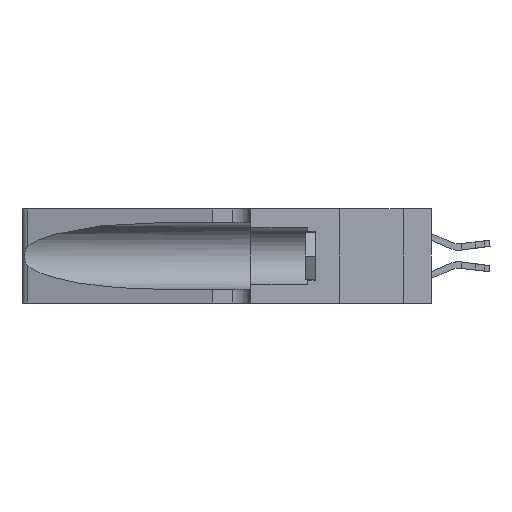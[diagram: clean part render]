
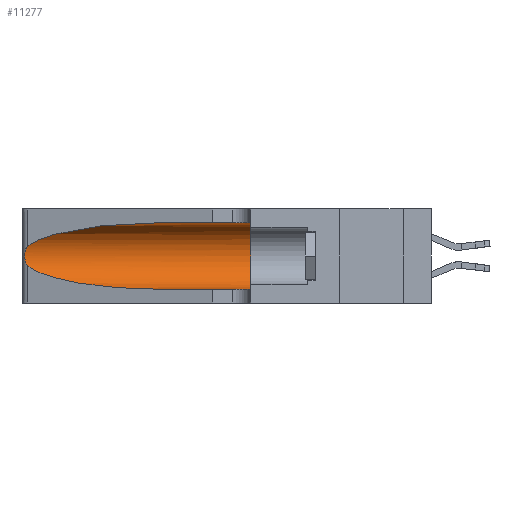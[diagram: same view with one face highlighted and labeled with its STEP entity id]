
A CAD part, left-side view. The second image highlights one B-rep face of the part: STEP entity #11277.
In plain terms, the highlighted cylindrical face has radius 3.308 mm (diameter 6.617 mm), a partial arc.
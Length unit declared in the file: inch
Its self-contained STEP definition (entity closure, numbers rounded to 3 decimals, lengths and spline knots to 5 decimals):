
#107 = LINE ( 'NONE', #20898, #5063 ) ;
#211 = DIRECTION ( 'NONE',  ( 0., 1., 0. ) ) ;
#286 = CARTESIAN_POINT ( 'NONE',  ( 0.25789, 1.23486, 0.15765 ) ) ;
#828 = FACE_OUTER_BOUND ( 'NONE', #21703, .T. ) ;
#1336 = ORIENTED_EDGE ( 'NONE', *, *, #2390, .T. ) ;
#1970 = CARTESIAN_POINT ( 'NONE',  ( 0.26018, 1.23835, 0.19895 ) ) ;
#2042 =( BOUNDED_CURVE ( )  B_SPLINE_CURVE ( 3, ( #21899, #11456, #16720, #6297 ),
 .UNSPECIFIED., .F., .F. ) 
 B_SPLINE_CURVE_WITH_KNOTS ( ( 4, 4 ),
 ( 3.44316, 4.71239 ),
 .UNSPECIFIED. ) 
 CURVE ( )  GEOMETRIC_REPRESENTATION_ITEM ( )  RATIONAL_B_SPLINE_CURVE ( ( 1., 0.87, 0.87, 1. ) ) 
 REPRESENTATION_ITEM ( '' )  );
#2044 = CARTESIAN_POINT ( 'NONE',  ( 0.25787, 1.23484, 0.2124 ) ) ;
#2390 = EDGE_CURVE ( 'NONE', #18251, #19428, #16592, .T. ) ;
#3721 = CARTESIAN_POINT ( 'NONE',  ( 0.25487, 1.22718, 0.14631 ) ) ;
#3878 = DIRECTION ( 'NONE',  ( 0., 0., 1. ) ) ;
#3902 = ORIENTED_EDGE ( 'NONE', *, *, #17286, .T. ) ;
#5063 = VECTOR ( 'NONE', #17663, 39.37008 ) ;
#5088 = CARTESIAN_POINT ( 'NONE',  ( 0.18966, 0.96281, 0.31525 ) ) ;
#5436 = CARTESIAN_POINT ( 'NONE',  ( 0.25639, 1.23184, 0.21858 ) ) ;
#5511 = CARTESIAN_POINT ( 'NONE',  ( 0.26017, 1.23833, 0.17102 ) ) ;
#5727 = CARTESIAN_POINT ( 'NONE',  ( 0.25487, 1.22718, 0.22369 ) ) ;
#6087 = EDGE_CURVE ( 'NONE', #12384, #11947, #2042, .T. ) ;
#6167 = CARTESIAN_POINT ( 'NONE',  ( 0.1305, 0.72297, 0.31525 ) ) ;
#6297 = CARTESIAN_POINT ( 'NONE',  ( 0.1305, 0.72297, 0.05475 ) ) ;
#6926 = CARTESIAN_POINT ( 'NONE',  ( 0.25487, 1.22718, 0.22369 ) ) ;
#6974 = VERTEX_POINT ( 'NONE', #9986 ) ;
#7258 = CARTESIAN_POINT ( 'NONE',  ( 0.26075, 1.23896, 0.19203 ) ) ;
#8156 = ORIENTED_EDGE ( 'NONE', *, *, #13572, .T. ) ;
#8916 = CARTESIAN_POINT ( 'NONE',  ( 0.25854, 1.2359, 0.20912 ) ) ;
#9477 = AXIS2_PLACEMENT_3D ( 'NONE', #16002, #211, #3878 ) ;
#9484 = DIRECTION ( 'NONE',  ( 0., -1., 0. ) ) ;
#9986 = CARTESIAN_POINT ( 'NONE',  ( 0.1305, 0.35, 0.05475 ) ) ;
#10738 = CARTESIAN_POINT ( 'NONE',  ( 0.26075, 1.23896, 0.178 ) ) ;
#10828 = VERTEX_POINT ( 'NONE', #17454 ) ;
#10971 = DIRECTION ( 'NONE',  ( 0., 0., -1. ) ) ;
#11277 = ADVANCED_FACE ( 'NONE', ( #828 ), #18029, .F. ) ;
#11456 = CARTESIAN_POINT ( 'NONE',  ( 0.2373, 1.15595, 0.08982 ) ) ;
#11947 = VERTEX_POINT ( 'NONE', #19662 ) ;
#11974 = CARTESIAN_POINT ( 'NONE',  ( 0.25487, 1.22718, 0.22369 ) ) ;
#12384 = VERTEX_POINT ( 'NONE', #19198 ) ;
#13572 = EDGE_CURVE ( 'NONE', #11947, #6974, #107, .T. ) ;
#13741 = AXIS2_PLACEMENT_3D ( 'NONE', #15990, #16217, #10971 ) ;
#15031 = CARTESIAN_POINT ( 'NONE',  ( 0.1305, 1.61858, 0.31525 ) ) ;
#15176 = B_SPLINE_CURVE_WITH_KNOTS ( 'NONE', 3,
 ( #11974, #17315, #5436, #2044, #8916, #1970, #7258, #10738, #5511, #15921, #286, #19468, #19620, #3721 ),
 .UNSPECIFIED., .F., .F.,
 ( 4, 2, 2, 2, 2, 2, 4 ),
 ( 0., 0.00027, 0.00053, 0.00107, 0.0016, 0.00187, 0.00214 ),
 .UNSPECIFIED. ) ;
#15921 = CARTESIAN_POINT ( 'NONE',  ( 0.25856, 1.23593, 0.16098 ) ) ;
#15990 = CARTESIAN_POINT ( 'NONE',  ( 0.1305, 1.61858, 0.185 ) ) ;
#16002 = CARTESIAN_POINT ( 'NONE',  ( 0.1305, 0.35, 0.185 ) ) ;
#16217 = DIRECTION ( 'NONE',  ( 0., -1., 0. ) ) ;
#16592 =( BOUNDED_CURVE ( )  B_SPLINE_CURVE ( 3, ( #17340, #5088, #17268, #6926 ),
 .UNSPECIFIED., .F., .T. ) 
 B_SPLINE_CURVE_WITH_KNOTS ( ( 4, 4 ),
 ( 1.5708, 2.84003 ),
 .UNSPECIFIED. ) 
 CURVE ( )  GEOMETRIC_REPRESENTATION_ITEM ( )  RATIONAL_B_SPLINE_CURVE ( ( 1., 0.87, 0.87, 1. ) ) 
 REPRESENTATION_ITEM ( '' )  );
#16720 = CARTESIAN_POINT ( 'NONE',  ( 0.18966, 0.96281, 0.05475 ) ) ;
#16922 = EDGE_CURVE ( 'NONE', #10828, #6974, #18581, .T. ) ;
#17268 = CARTESIAN_POINT ( 'NONE',  ( 0.2373, 1.15595, 0.28018 ) ) ;
#17286 = EDGE_CURVE ( 'NONE', #19428, #12384, #15176, .T. ) ;
#17315 = CARTESIAN_POINT ( 'NONE',  ( 0.25555, 1.22994, 0.2215 ) ) ;
#17340 = CARTESIAN_POINT ( 'NONE',  ( 0.1305, 0.72297, 0.31525 ) ) ;
#17454 = CARTESIAN_POINT ( 'NONE',  ( 0.1305, 0.35, 0.31525 ) ) ;
#17663 = DIRECTION ( 'NONE',  ( 0., -1., 0. ) ) ;
#18029 = CYLINDRICAL_SURFACE ( 'NONE', #13741, 0.13025 ) ;
#18251 = VERTEX_POINT ( 'NONE', #6167 ) ;
#18409 = ORIENTED_EDGE ( 'NONE', *, *, #6087, .T. ) ;
#18581 = CIRCLE ( 'NONE', #9477, 0.13025 ) ;
#18754 = VECTOR ( 'NONE', #9484, 39.37008 ) ;
#19198 = CARTESIAN_POINT ( 'NONE',  ( 0.25487, 1.22718, 0.14631 ) ) ;
#19428 = VERTEX_POINT ( 'NONE', #5727 ) ;
#19468 = CARTESIAN_POINT ( 'NONE',  ( 0.25639, 1.23186, 0.15144 ) ) ;
#19620 = CARTESIAN_POINT ( 'NONE',  ( 0.25555, 1.22993, 0.14849 ) ) ;
#19662 = CARTESIAN_POINT ( 'NONE',  ( 0.1305, 0.72297, 0.05475 ) ) ;
#20123 = LINE ( 'NONE', #15031, #18754 ) ;
#20898 = CARTESIAN_POINT ( 'NONE',  ( 0.1305, 1.61858, 0.05475 ) ) ;
#21374 = ORIENTED_EDGE ( 'NONE', *, *, #16922, .F. ) ;
#21500 = EDGE_CURVE ( 'NONE', #18251, #10828, #20123, .T. ) ;
#21703 = EDGE_LOOP ( 'NONE', ( #1336, #3902, #18409, #8156, #21374, #21879 ) ) ;
#21879 = ORIENTED_EDGE ( 'NONE', *, *, #21500, .F. ) ;
#21899 = CARTESIAN_POINT ( 'NONE',  ( 0.25487, 1.22718, 0.14631 ) ) ;
